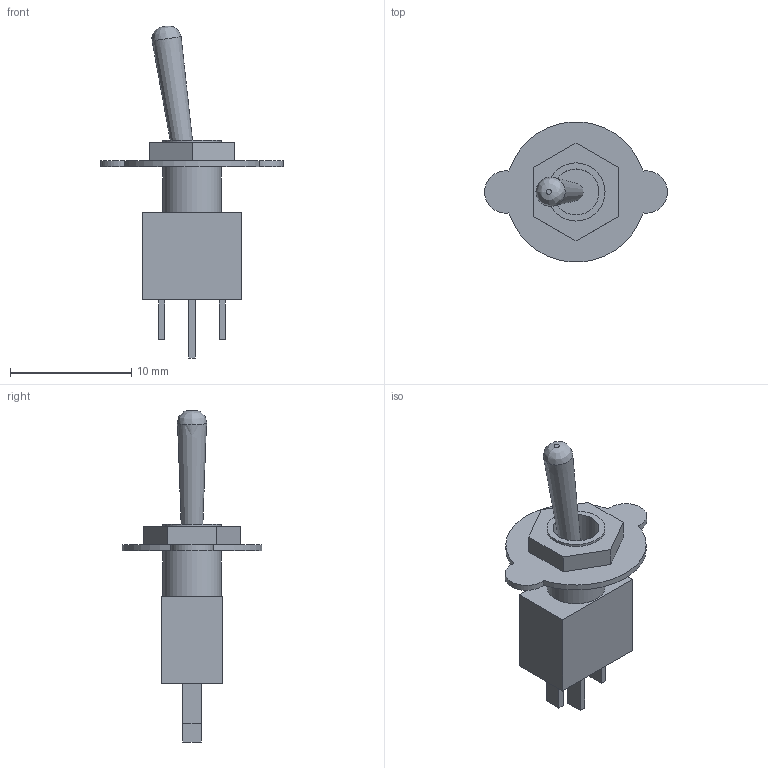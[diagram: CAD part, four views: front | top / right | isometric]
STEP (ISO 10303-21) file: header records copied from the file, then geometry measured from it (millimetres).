
FILE_DESCRIPTION( ( '' ), ' ' );
FILE_NAME( '5dbe05bd16b2f0163a0b454c.step', '2019-11-02T22:39:58', ( '' ), ( '' ), ' ', ' ', ' ' );
FILE_SCHEMA( ( 'AUTOMOTIVE_DESIGN { 1 0 10303 214 1 1 1 1 }' ) );
Length unit declared in the file: metre
Products named in the file (1): Switch
Bounding box: 15.1 x 11.56 x 27.43 mm (x, y, z)
Volume: 491.1 mm3; surface area: 783 mm2
Topology: 1 solids, 1 shells, 42 faces, 92 edges, 61 vertices
Faces by surface type: plane 33, cylinder 7, bspline 1, cone 1
Full cylindrical faces by diameter (mm): 3.8 x1, 4.8 x2
Entity records: 1495 total; most frequent: CARTESIAN_POINT 218, DIRECTION 188, ORIENTED_EDGE 174, EDGE_CURVE 87, LINE 70, VECTOR 70, VERTEX_POINT 61, AXIS2_PLACEMENT_3D 59
